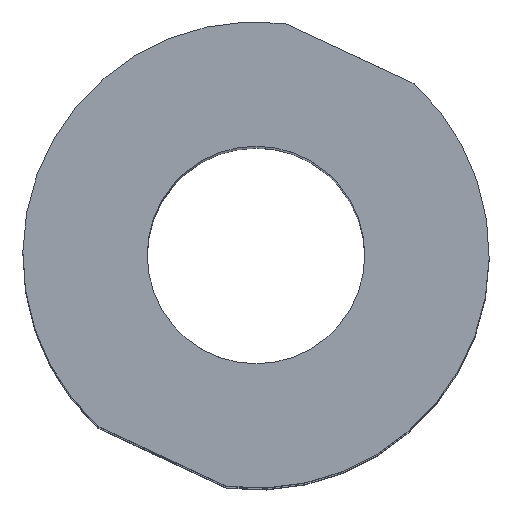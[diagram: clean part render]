
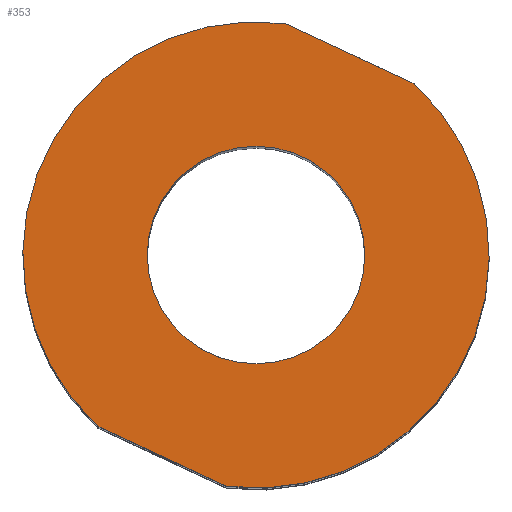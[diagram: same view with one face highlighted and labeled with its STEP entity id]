
A CAD part, top view. The second image highlights one B-rep face of the part: STEP entity #353.
In plain terms, the highlighted planar face has unit normal (0, 0, 1).
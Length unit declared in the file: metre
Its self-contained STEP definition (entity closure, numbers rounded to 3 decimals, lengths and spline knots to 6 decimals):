
#37=LINE('',#5230,#53);
#38=LINE('',#5231,#54);
#53=VECTOR('',#476,1.);
#54=VECTOR('',#477,1.);
#62=CIRCLE('',#387,0.004858);
#67=CIRCLE('',#396,0.010414);
#68=CIRCLE('',#398,0.010414);
#76=PLANE('',#399);
#132=ORIENTED_EDGE('',*,*,#196,.T.);
#133=ORIENTED_EDGE('',*,*,#213,.T.);
#134=ORIENTED_EDGE('',*,*,#212,.F.);
#135=ORIENTED_EDGE('',*,*,#214,.T.);
#136=ORIENTED_EDGE('',*,*,#208,.F.);
#196=EDGE_CURVE('',#240,#240,#62,.T.);
#208=EDGE_CURVE('',#245,#246,#67,.T.);
#212=EDGE_CURVE('',#248,#247,#68,.T.);
#213=EDGE_CURVE('',#245,#247,#37,.T.);
#214=EDGE_CURVE('',#248,#246,#38,.T.);
#240=VERTEX_POINT('',#5199);
#245=VERTEX_POINT('',#5219);
#246=VERTEX_POINT('',#5221);
#247=VERTEX_POINT('',#5225);
#248=VERTEX_POINT('',#5227);
#283=EDGE_LOOP('',(#132));
#284=EDGE_LOOP('',(#133,#134,#135,#136));
#321=FACE_BOUND('',#283,.T.);
#322=FACE_BOUND('',#284,.T.);
#353=ADVANCED_FACE('',(#321,#322),#76,.T.);
#387=AXIS2_PLACEMENT_3D('',#5198,#440,#441);
#396=AXIS2_PLACEMENT_3D('',#5220,#465,#466);
#398=AXIS2_PLACEMENT_3D('',#5228,#472,#473);
#399=AXIS2_PLACEMENT_3D('',#5229,#474,#475);
#440=DIRECTION('',(0.,0.,-1.));
#441=DIRECTION('',(0.,-1.,0.));
#465=DIRECTION('',(0.,0.,-1.));
#466=DIRECTION('',(0.,-1.,0.));
#472=DIRECTION('',(0.,0.,-1.));
#473=DIRECTION('',(-1.,0.,0.));
#474=DIRECTION('',(0.,0.,1.));
#475=DIRECTION('',(-1.,0.,0.));
#476=DIRECTION('',(0.907,-0.421,0.));
#477=DIRECTION('',(-0.907,0.421,0.));
#5198=CARTESIAN_POINT('',(0.014,0.,0.0659));
#5199=CARTESIAN_POINT('',(0.014,-0.004858,0.0659));
#5219=CARTESIAN_POINT('',(0.006944,-0.007659,0.0659));
#5220=CARTESIAN_POINT('',(0.014,0.,0.0659));
#5221=CARTESIAN_POINT('',(0.015297,0.010333,0.0659));
#5225=CARTESIAN_POINT('',(0.012703,-0.010333,0.0659));
#5227=CARTESIAN_POINT('',(0.021056,0.007659,0.0659));
#5228=CARTESIAN_POINT('',(0.014,0.,0.0659));
#5229=CARTESIAN_POINT('',(0.014,0.,0.0659));
#5230=CARTESIAN_POINT('',(0.009823,-0.008996,0.0659));
#5231=CARTESIAN_POINT('',(0.018177,0.008996,0.0659));
